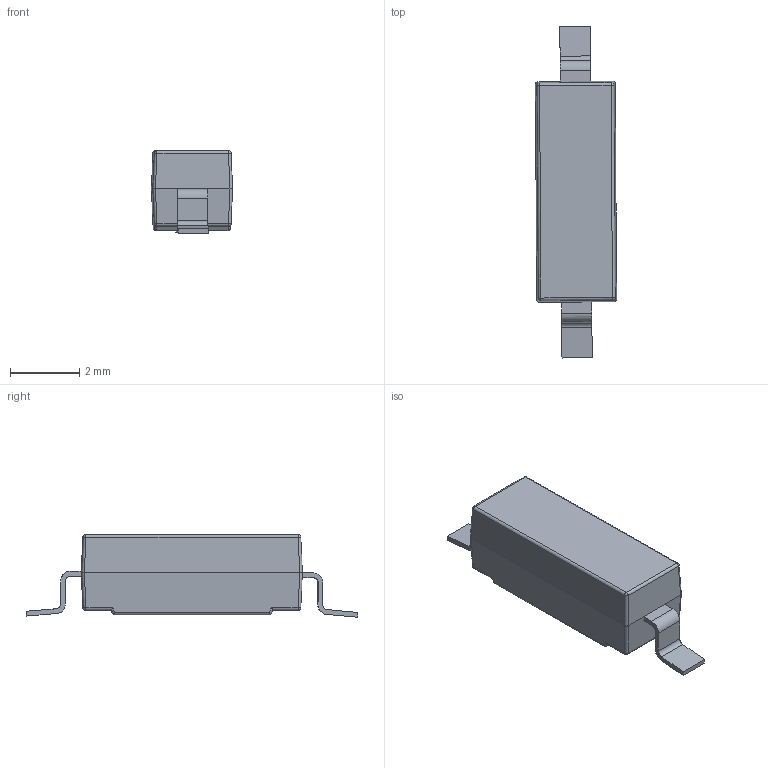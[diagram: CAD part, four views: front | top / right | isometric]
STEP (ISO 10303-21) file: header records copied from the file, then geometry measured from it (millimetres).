
FILE_DESCRIPTION((''),'2;1');
FILE_NAME('CT05-XXXX-G1 (A).stp','2013-05-31T11:15:30',('odafonseca'),(''),'Autodesk Inventor 2013','Autodesk Inventor 2013','');
FILE_SCHEMA(('AUTOMOTIVE_DESIGN { 1 0 10303 214 1 1 1 1 }'));
Length unit declared in the file: inch
Products named in the file (4): CT05-XXXX-G1; CT-05_SERIES; RI-80SMD-GULLJG
Assembly tree (3 placements, depth 3):
  CT05-XXXX-G1
    CT05-XXXX-G1
      CT-05_SERIES
      RI-80SMD-GULLJG
Bounding box: 2.35 x 9.58 x 2.38 mm (x, y, z)
Volume: 33.1 mm3; surface area: 77.1 mm2
Topology: 3 solids, 3 shells, 80 faces, 195 edges, 114 vertices
Faces by surface type: plane 35, cylinder 33, sphere 8, bspline 4
Full cylindrical faces by diameter (mm): 0.635 x1
Entity records: 2539 total; most frequent: CARTESIAN_POINT 593, DIRECTION 398, ORIENTED_EDGE 372, EDGE_CURVE 186, AXIS2_PLACEMENT_3D 145, VERTEX_POINT 114, VECTOR 108, LINE 108
